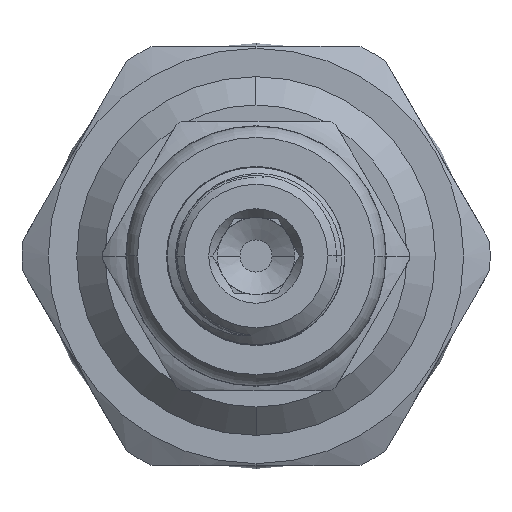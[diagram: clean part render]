
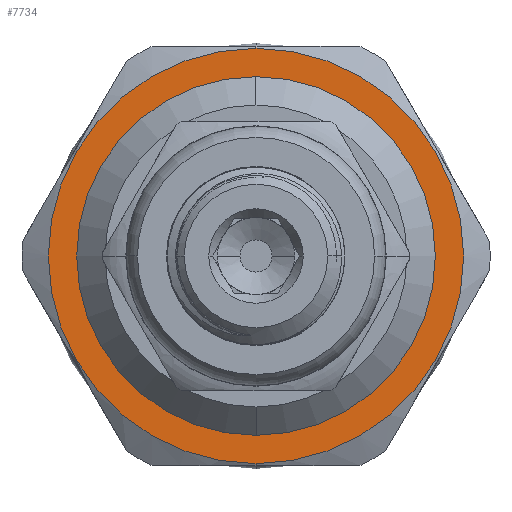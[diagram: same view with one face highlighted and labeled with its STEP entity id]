
A CAD part, left-side view. The second image highlights one B-rep face of the part: STEP entity #7734.
In plain terms, the highlighted planar face has unit normal (-1, 0, 0).
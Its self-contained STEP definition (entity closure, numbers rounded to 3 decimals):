
#3620 = EDGE_CURVE ( 'NONE', #4058, #4057, #14127, .T. ) ;
#3630 = EDGE_CURVE ( 'NONE', #4049, #4047, #14131, .T. ) ;
#3985 = CIRCLE ( 'NONE', #4694, 9.5 ) ;
#3986 = CIRCLE ( 'NONE', #4695, 11. ) ;
#4047 = VERTEX_POINT ( 'NONE', #12658 ) ;
#4049 = VERTEX_POINT ( 'NONE', #12697 ) ;
#4057 = VERTEX_POINT ( 'NONE', #12665 ) ;
#4058 = VERTEX_POINT ( 'NONE', #12708 ) ;
#4571 = AXIS2_PLACEMENT_3D ( 'NONE', #13166, #13168, #13170 ) ;
#4575 = AXIS2_PLACEMENT_3D ( 'NONE', #13284, #13286, #13288 ) ;
#4694 = AXIS2_PLACEMENT_3D ( 'NONE', #6268, #6270, #6272 ) ;
#4695 = AXIS2_PLACEMENT_3D ( 'NONE', #6276, #6278, #6279 ) ;
#6254 = EDGE_CURVE ( 'NONE', #4047, #4049, #3985, .T. ) ;
#6257 = EDGE_CURVE ( 'NONE', #4057, #4058, #3986, .T. ) ;
#6268 = CARTESIAN_POINT ( 'NONE',  ( 12., 0., 0. ) ) ;
#6270 = DIRECTION ( 'NONE',  ( -1., 0., 0. ) ) ;
#6272 = DIRECTION ( 'NONE',  ( 0., 0., 1. ) ) ;
#6276 = CARTESIAN_POINT ( 'NONE',  ( 12., 0., 0. ) ) ;
#6278 = DIRECTION ( 'NONE',  ( -1., 0., 0. ) ) ;
#6279 = DIRECTION ( 'NONE',  ( 0., 0., 1. ) ) ;
#7734 = ADVANCED_FACE ( 'NONE', ( #15908, #15907 ), #11062, .F. ) ;
#9768 = EDGE_LOOP ( 'NONE', ( #14187, #14182 ) ) ;
#9771 = EDGE_LOOP ( 'NONE', ( #14183, #14184 ) ) ;
#11059 = DIRECTION ( 'NONE',  ( 1., 0., 0. ) ) ;
#11060 = CARTESIAN_POINT ( 'NONE',  ( 12., 9.5, 0. ) ) ;
#11062 = PLANE ( 'NONE',  #11141 ) ;
#11064 = DIRECTION ( 'NONE',  ( 0., 0., -1. ) ) ;
#11141 = AXIS2_PLACEMENT_3D ( 'NONE', #11060, #11059, #11064 ) ;
#12658 = CARTESIAN_POINT ( 'NONE',  ( 12., 0., -9.5 ) ) ;
#12665 = CARTESIAN_POINT ( 'NONE',  ( 12., 0., -11. ) ) ;
#12697 = CARTESIAN_POINT ( 'NONE',  ( 12., 0., 9.5 ) ) ;
#12708 = CARTESIAN_POINT ( 'NONE',  ( 12., 0., 11. ) ) ;
#13166 = CARTESIAN_POINT ( 'NONE',  ( 12., 0., 0. ) ) ;
#13168 = DIRECTION ( 'NONE',  ( -1., 0., 0. ) ) ;
#13170 = DIRECTION ( 'NONE',  ( 0., 0., 1. ) ) ;
#13284 = CARTESIAN_POINT ( 'NONE',  ( 12., 0., 0. ) ) ;
#13286 = DIRECTION ( 'NONE',  ( -1., 0., 0. ) ) ;
#13288 = DIRECTION ( 'NONE',  ( 0., 0., 1. ) ) ;
#14127 = CIRCLE ( 'NONE', #4571, 11. ) ;
#14131 = CIRCLE ( 'NONE', #4575, 9.5 ) ;
#14182 = ORIENTED_EDGE ( 'NONE', *, *, #6254, .F. ) ;
#14183 = ORIENTED_EDGE ( 'NONE', *, *, #6257, .T. ) ;
#14184 = ORIENTED_EDGE ( 'NONE', *, *, #3620, .T. ) ;
#14187 = ORIENTED_EDGE ( 'NONE', *, *, #3630, .F. ) ;
#15907 = FACE_OUTER_BOUND ( 'NONE', #9771, .T. ) ;
#15908 = FACE_BOUND ( 'NONE', #9768, .T. ) ;
